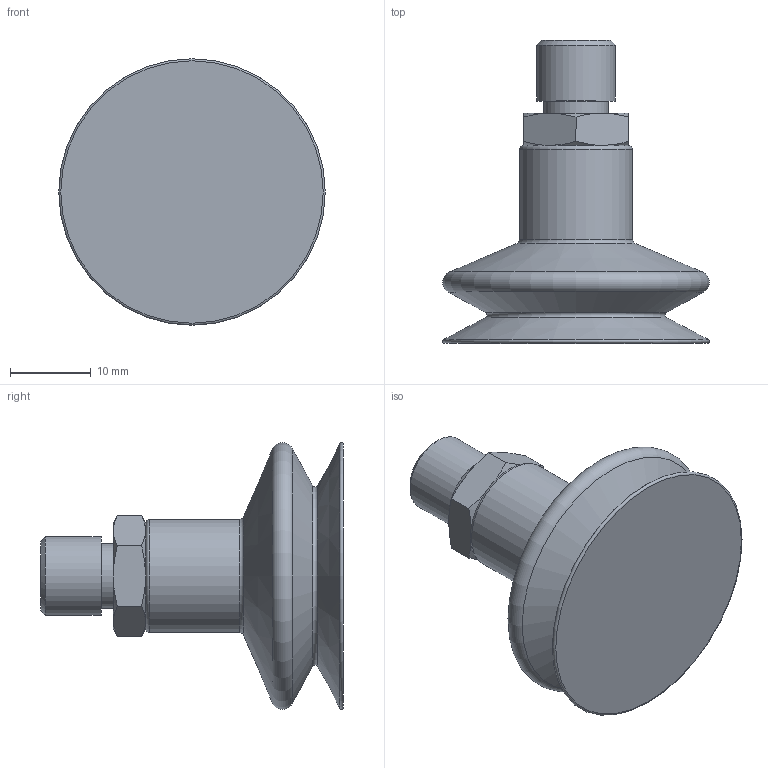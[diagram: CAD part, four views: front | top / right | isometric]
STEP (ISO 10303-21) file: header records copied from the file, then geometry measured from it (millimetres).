
FILE_DESCRIPTION(/* description */ (''),/* implementation_level */ '2;1');
FILE_NAME(/* name */ 'vf33nit_rac3r1-8m.stp',/* time_stamp */ '2020-09-22T15:42:11+02:00',/* author */ ('enginyeria'),/* organization */ (''),/* preprocessor_version */ 'ST-DEVELOPER v17.2',/* originating_system */ 'Autodesk Inventor 2019',/* authorisation */ '');
FILE_SCHEMA (('CONFIG_CONTROL_DESIGN'));
Length unit declared in the file: millimetre
Products named in the file (1): vf33nit_rac3r1-8m
Bounding box: 33 x 37.5 x 33 mm (x, y, z)
Volume: 10324.4 mm3; surface area: 4175.1 mm2
Topology: 1 solids, 1 shells, 37 faces, 98 edges, 66 vertices
Faces by surface type: cone 17, plane 11, torus 5, cylinder 4
Full cylindrical faces by diameter (mm): 3 x1, 8 x1, 9.728 x1, 14 x1
Entity records: 1267 total; most frequent: CARTESIAN_POINT 250, DIRECTION 209, ORIENTED_EDGE 196, EDGE_CURVE 98, AXIS2_PLACEMENT_3D 97, VERTEX_POINT 66, CIRCLE 59, EDGE_LOOP 40
